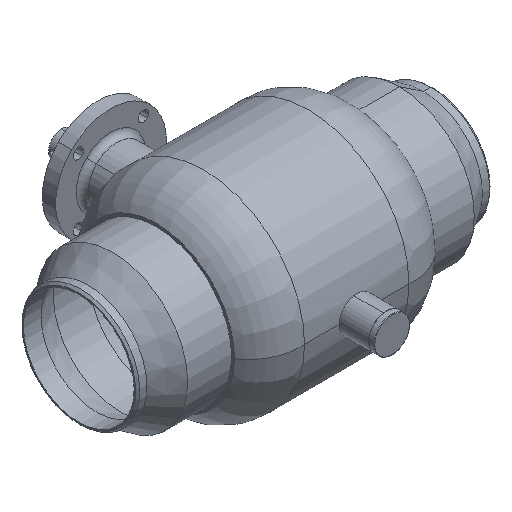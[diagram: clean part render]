
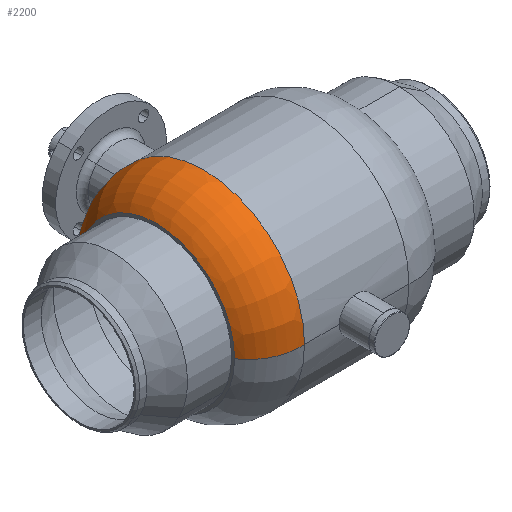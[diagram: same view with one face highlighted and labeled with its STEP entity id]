
A CAD part, isometric view. The second image highlights one B-rep face of the part: STEP entity #2200.
In plain terms, the highlighted toroidal (fillet/blend) face has major radius 66.152 mm and minor radius 70.602 mm.
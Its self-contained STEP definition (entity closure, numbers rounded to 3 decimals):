
#263 = CARTESIAN_POINT ( 'NONE',  ( -70.732, 136.5, 0. ) ) ;
#431 = CARTESIAN_POINT ( 'NONE',  ( -76.718, 66.152, 0. ) ) ;
#566 = FACE_OUTER_BOUND ( 'NONE', #5483, .T. ) ;
#609 = ORIENTED_EDGE ( 'NONE', *, *, #2492, .F. ) ;
#658 = AXIS2_PLACEMENT_3D ( 'NONE', #431, #2671, #2214 ) ;
#666 = DIRECTION ( 'NONE',  ( -1., 0., 0. ) ) ;
#746 = CIRCLE ( 'NONE', #658, 70.602 ) ;
#753 = DIRECTION ( 'NONE',  ( 0., -1., 0. ) ) ;
#775 = VERTEX_POINT ( 'NONE', #263 ) ;
#1143 = VERTEX_POINT ( 'NONE', #4199 ) ;
#1236 = EDGE_CURVE ( 'NONE', #1143, #775, #4540, .T. ) ;
#1259 = CIRCLE ( 'NONE', #4476, 106. ) ;
#1330 = AXIS2_PLACEMENT_3D ( 'NONE', #5006, #4174, #666 ) ;
#1480 = EDGE_CURVE ( 'NONE', #1143, #2291, #3823, .T. ) ;
#1991 = CARTESIAN_POINT ( 'NONE',  ( -135., -106., 0. ) ) ;
#2055 = AXIS2_PLACEMENT_3D ( 'NONE', #3421, #3915, #4827 ) ;
#2200 = ADVANCED_FACE ( 'NONE', ( #566 ), #5022, .T. ) ;
#2214 = DIRECTION ( 'NONE',  ( 0., -1., 0. ) ) ;
#2291 = VERTEX_POINT ( 'NONE', #1991 ) ;
#2302 = CARTESIAN_POINT ( 'NONE',  ( -76.718, 0., 0. ) ) ;
#2412 = ORIENTED_EDGE ( 'NONE', *, *, #1480, .F. ) ;
#2492 = EDGE_CURVE ( 'NONE', #2291, #2993, #1259, .T. ) ;
#2671 = DIRECTION ( 'NONE',  ( 0., 0., 1. ) ) ;
#2805 = DIRECTION ( 'NONE',  ( -1., 0., 0. ) ) ;
#2879 = DIRECTION ( 'NONE',  ( -1., 0., 0. ) ) ;
#2993 = VERTEX_POINT ( 'NONE', #4412 ) ;
#3338 = EDGE_CURVE ( 'NONE', #775, #2993, #746, .T. ) ;
#3366 = ORIENTED_EDGE ( 'NONE', *, *, #1236, .T. ) ;
#3421 = CARTESIAN_POINT ( 'NONE',  ( -70.732, 0., 0. ) ) ;
#3508 = ORIENTED_EDGE ( 'NONE', *, *, #3338, .T. ) ;
#3823 = CIRCLE ( 'NONE', #1330, 70.602 ) ;
#3915 = DIRECTION ( 'NONE',  ( -1., 0., 0. ) ) ;
#4174 = DIRECTION ( 'NONE',  ( 0., 0., -1. ) ) ;
#4199 = CARTESIAN_POINT ( 'NONE',  ( -70.732, -136.5, 0. ) ) ;
#4412 = CARTESIAN_POINT ( 'NONE',  ( -135., 106., 0. ) ) ;
#4476 = AXIS2_PLACEMENT_3D ( 'NONE', #4629, #2879, #753 ) ;
#4540 = CIRCLE ( 'NONE', #2055, 136.5 ) ;
#4629 = CARTESIAN_POINT ( 'NONE',  ( -135., 0., 0. ) ) ;
#4827 = DIRECTION ( 'NONE',  ( 0., -1., 0. ) ) ;
#4848 = AXIS2_PLACEMENT_3D ( 'NONE', #2302, #2805, #5421 ) ;
#5006 = CARTESIAN_POINT ( 'NONE',  ( -76.718, -66.152, 0. ) ) ;
#5022 = TOROIDAL_SURFACE ( 'NONE', #4848, 66.152, 70.602 ) ;
#5421 = DIRECTION ( 'NONE',  ( 0., -1., 0. ) ) ;
#5483 = EDGE_LOOP ( 'NONE', ( #3366, #3508, #609, #2412 ) ) ;
